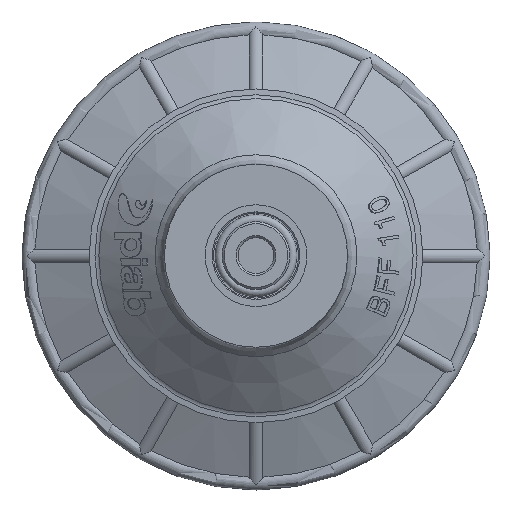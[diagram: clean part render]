
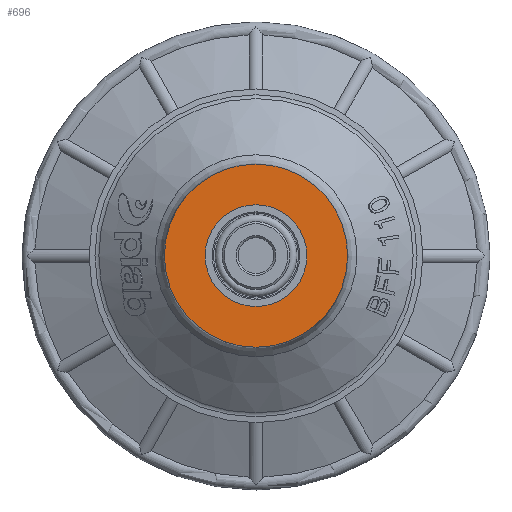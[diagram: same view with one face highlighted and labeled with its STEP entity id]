
A CAD part, top view. The second image highlights one B-rep face of the part: STEP entity #696.
In plain terms, the highlighted planar face has unit normal (0, 0, 1).
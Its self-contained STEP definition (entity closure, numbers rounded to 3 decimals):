
#696 = ADVANCED_FACE( '', ( #1525, #1526 ), #1527, .T. );
#1525 = FACE_BOUND( '', #5274, .T. );
#1526 = FACE_OUTER_BOUND( '', #5275, .T. );
#1527 = PLANE( '', #5276 );
#5274 = EDGE_LOOP( '', ( #9165 ) );
#5275 = EDGE_LOOP( '', ( #9166 ) );
#5276 = AXIS2_PLACEMENT_3D( '', #9167, #9168, #9169 );
#9165 = ORIENTED_EDGE( '', *, *, #10805, .T. );
#9166 = ORIENTED_EDGE( '', *, *, #10806, .F. );
#9167 = CARTESIAN_POINT( '', ( -11., 0., 51. ) );
#9168 = DIRECTION( '', ( 0., 0., 1. ) );
#9169 = DIRECTION( '', ( 1., 0., 0. ) );
#10805 = EDGE_CURVE( '', #12217, #12217, #12218, .T. );
#10806 = EDGE_CURVE( '', #12219, #12219, #12220, .T. );
#12217 = VERTEX_POINT( '', #16333 );
#12218 = CIRCLE( '', #16334, 11. );
#12219 = VERTEX_POINT( '', #16335 );
#12220 = CIRCLE( '', #16336, 22.5 );
#16333 = CARTESIAN_POINT( '', ( -11., 0., 51. ) );
#16334 = AXIS2_PLACEMENT_3D( '', #17540, #17541, #17542 );
#16335 = CARTESIAN_POINT( '', ( -22.5, 0., 51. ) );
#16336 = AXIS2_PLACEMENT_3D( '', #17543, #17544, #17545 );
#17540 = CARTESIAN_POINT( '', ( 0., 0., 51. ) );
#17541 = DIRECTION( '', ( 0., 0., -1. ) );
#17542 = DIRECTION( '', ( -1., 0., 0. ) );
#17543 = CARTESIAN_POINT( '', ( 0., 0., 51. ) );
#17544 = DIRECTION( '', ( 0., 0., -1. ) );
#17545 = DIRECTION( '', ( -1., 0., 0. ) );
